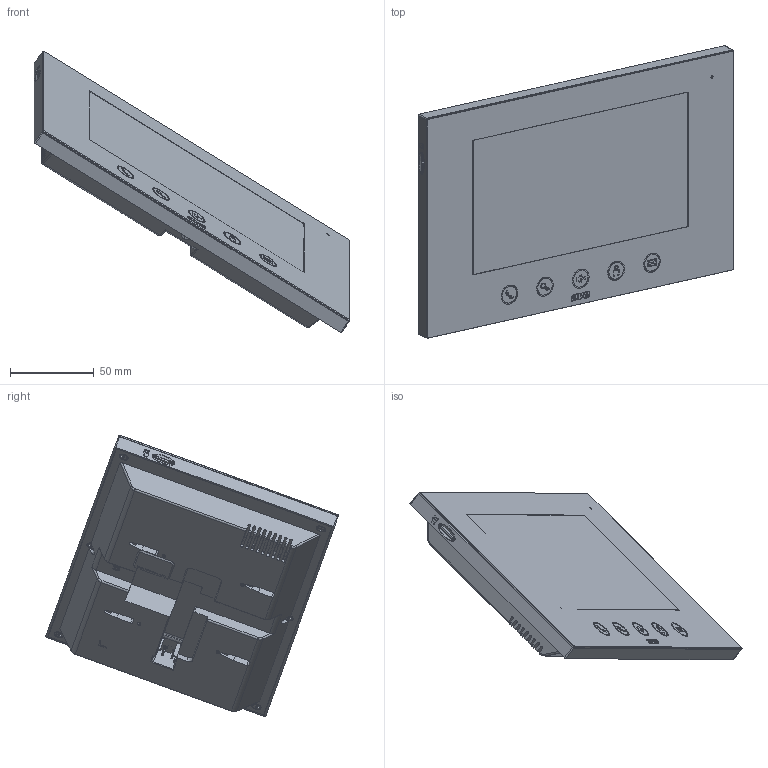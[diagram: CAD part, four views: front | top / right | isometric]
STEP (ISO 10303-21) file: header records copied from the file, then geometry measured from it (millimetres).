
FILE_DESCRIPTION(('CATIA V5 STEP Exchange'),'2;1');
FILE_NAME('VI2F-PIT7B.stp','2024-03-21T07:10:23+00:00',('none'),('none'),'CATIA Version 5-6 Release 2016 SP6','CATIA V5 STEP AP203','none');
FILE_SCHEMA(('CONFIG_CONTROL_DESIGN'));
Products named in the file (1): VI2F-PIT7B
Assembly tree (2 placements, depth 2):
  VI2F-PIT7B
    #57
    #101
Bounding box: 188.65 x 175.06 x 168.23 mm (x, y, z)
Volume: 245977.6 mm3; surface area: 285917.3 mm2
Topology: 43 solids, 43 shells, 3464 faces, 9670 edges, 6366 vertices
Faces by surface type: plane 1834, cylinder 765, cone 352, bspline 245, extrusion 136, torus 132
Entity records: 150341 total; most frequent: CARTESIAN_POINT 67154, ORIENTED_EDGE 19336, DIRECTION 13259, EDGE_CURVE 9668, VERTEX_POINT 6362, VECTOR 5820, LINE 5684, AXIS2_PLACEMENT_3D 4363
